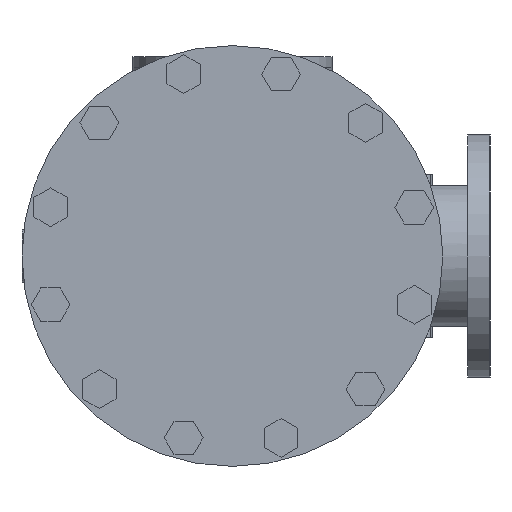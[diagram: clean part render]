
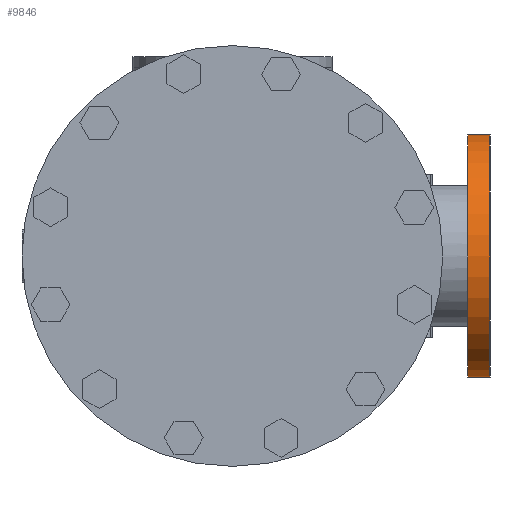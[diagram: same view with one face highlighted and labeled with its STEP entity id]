
A CAD part, left-side view. The second image highlights one B-rep face of the part: STEP entity #9846.
In plain terms, the highlighted cylindrical face has radius 139.7 mm (diameter 279.4 mm), a partial arc.
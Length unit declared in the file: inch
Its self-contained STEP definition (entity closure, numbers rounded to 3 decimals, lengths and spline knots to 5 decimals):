
#2719 = CARTESIAN_POINT ( 'NONE',  ( 10.63638, -10.63, 5.5 ) ) ;
#3180 = ORIENTED_EDGE ( 'NONE', *, *, #17215, .F. ) ;
#3935 = CARTESIAN_POINT ( 'NONE',  ( 10.63638, -11.63, 0. ) ) ;
#4315 = CARTESIAN_POINT ( 'NONE',  ( 10.63638, -11.63, -5.5 ) ) ;
#4400 = LINE ( 'NONE', #19654, #14113 ) ;
#4420 = AXIS2_PLACEMENT_3D ( 'NONE', #3935, #9144, #7622 ) ;
#4803 = CARTESIAN_POINT ( 'NONE',  ( 10.63638, -10.63, 0. ) ) ;
#5098 = VECTOR ( 'NONE', #13080, 39.37008 ) ;
#5728 = ORIENTED_EDGE ( 'NONE', *, *, #7640, .F. ) ;
#7136 = EDGE_CURVE ( 'NONE', #11448, #12640, #4400, .T. ) ;
#7168 = AXIS2_PLACEMENT_3D ( 'NONE', #11044, #7507, #19496 ) ;
#7205 = CARTESIAN_POINT ( 'NONE',  ( 10.63638, -11.63, 5.5 ) ) ;
#7394 = EDGE_LOOP ( 'NONE', ( #3180, #5728, #7880, #8100 ) ) ;
#7507 = DIRECTION ( 'NONE',  ( 0., 1., 0. ) ) ;
#7622 = DIRECTION ( 'NONE',  ( 0., 0., -1. ) ) ;
#7640 = EDGE_CURVE ( 'NONE', #11448, #19924, #17358, .T. ) ;
#7880 = ORIENTED_EDGE ( 'NONE', *, *, #7136, .T. ) ;
#8100 = ORIENTED_EDGE ( 'NONE', *, *, #20130, .T. ) ;
#9144 = DIRECTION ( 'NONE',  ( 0., -1., 0. ) ) ;
#9531 = DIRECTION ( 'NONE',  ( 0., 1., 0. ) ) ;
#9846 = ADVANCED_FACE ( 'NONE', ( #12645 ), #11841, .T. ) ;
#10216 = LINE ( 'NONE', #18521, #5098 ) ;
#11044 = CARTESIAN_POINT ( 'NONE',  ( 10.63638, -11.63, 0. ) ) ;
#11448 = VERTEX_POINT ( 'NONE', #7205 ) ;
#11841 = CYLINDRICAL_SURFACE ( 'NONE', #7168, 5.5 ) ;
#12640 = VERTEX_POINT ( 'NONE', #2719 ) ;
#12645 = FACE_OUTER_BOUND ( 'NONE', #7394, .T. ) ;
#12830 = AXIS2_PLACEMENT_3D ( 'NONE', #4803, #18622, #13479 ) ;
#13080 = DIRECTION ( 'NONE',  ( 0., 1., 0. ) ) ;
#13479 = DIRECTION ( 'NONE',  ( 0., 0., -1. ) ) ;
#14113 = VECTOR ( 'NONE', #9531, 39.37008 ) ;
#15068 = CARTESIAN_POINT ( 'NONE',  ( 10.63638, -10.63, -5.5 ) ) ;
#17215 = EDGE_CURVE ( 'NONE', #19924, #18073, #10216, .T. ) ;
#17358 = CIRCLE ( 'NONE', #4420, 5.5 ) ;
#18073 = VERTEX_POINT ( 'NONE', #15068 ) ;
#18521 = CARTESIAN_POINT ( 'NONE',  ( 10.63638, -11.63, -5.5 ) ) ;
#18622 = DIRECTION ( 'NONE',  ( 0., -1., 0. ) ) ;
#19042 = CIRCLE ( 'NONE', #12830, 5.5 ) ;
#19496 = DIRECTION ( 'NONE',  ( 0., 0., 1. ) ) ;
#19654 = CARTESIAN_POINT ( 'NONE',  ( 10.63638, -11.63, 5.5 ) ) ;
#19924 = VERTEX_POINT ( 'NONE', #4315 ) ;
#20130 = EDGE_CURVE ( 'NONE', #12640, #18073, #19042, .T. ) ;
